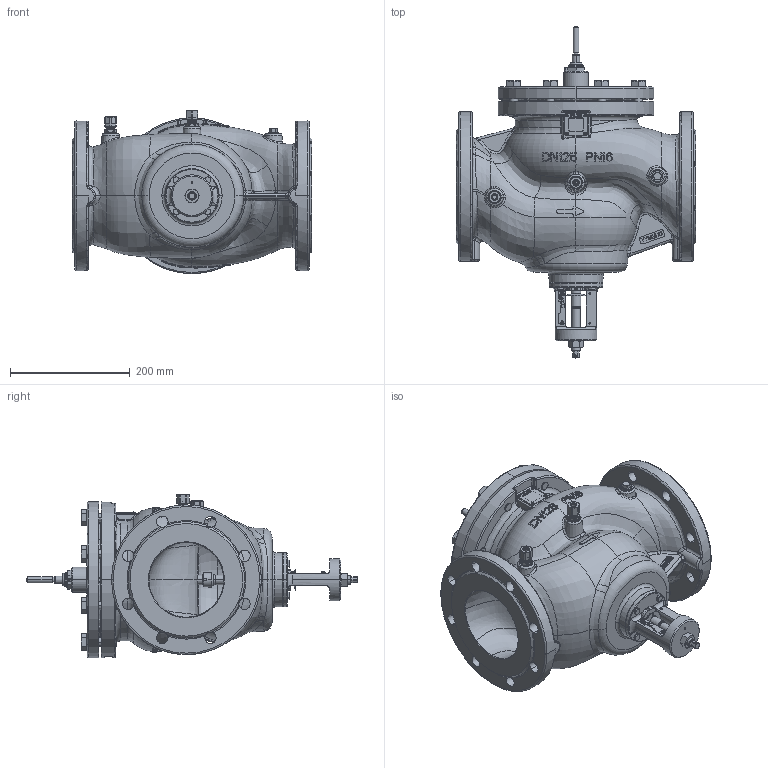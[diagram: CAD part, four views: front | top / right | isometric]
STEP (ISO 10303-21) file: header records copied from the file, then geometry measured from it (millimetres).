
FILE_DESCRIPTION((''),'2;1');
FILE_NAME('065B5573_VFQ22_DN125_PN16_ASM','2023-03-31T14:23:24',('U384264'),('Danfoss'),'CREO PARAMETRIC BY PTC INC, 2022124','CREO PARAMETRIC BY PTC INC, 2022124','');
FILE_SCHEMA(('AUTOMOTIVE_DESIGN { 1 0 10303 214 1 1 1 1 }'));
Products named in the file (26): 88650520_VALVE_BODY_VFQM_DN125; O_RING183_74X3_53; 88650730_VALVE_COVER_VFG_DN125; HEX_SCREW_DIN931_M16X50; 88652420_CON_INSERT_DN65-125; 54590640; 88652210_VFG_STEM_DN125; 88654190_VFQ_STEM_DN125; 88652810_POINTER_VFQ; 88653910_VFQ_YOKE_DN125-150_MAC; HEX_SCREW_DIN933_M06X18; 88652730_FLOW_SCALE_DN125; 51817881_SCREW_SF_M3X5; 88652330_STUFFING_BOX_DN150_250; 3220149; LABEL_PLATE_37X37; 5589607; HEX_NUT_DIN934_BN118_M14X1_5; 51817290_M5_ZATIC; 54540510; WALTER_CONNECTION; WALTER_PROFILE_RING; WALTER_CONNECTION_NUT; 8863078_ASM; 188610240; 065B5573_VFQ22_DN125_PN16_ASM
Assembly tree (42 placements, depth 3):
  065B5573_VFQ22_DN125_PN16_ASM
    88650520_VALVE_BODY_VFQM_DN125
    O_RING183_74X3_53
    88650730_VALVE_COVER_VFG_DN125
    HEX_SCREW_DIN931_M16X50  x8
    88652420_CON_INSERT_DN65-125
    54590640
    88652210_VFG_STEM_DN125
    88654190_VFQ_STEM_DN125
    88652810_POINTER_VFQ
    88653910_VFQ_YOKE_DN125-150_MAC
    HEX_SCREW_DIN933_M06X18  x4
    88652730_FLOW_SCALE_DN125
    51817881_SCREW_SF_M3X5  x2
    88652330_STUFFING_BOX_DN150_250
    3220149
    LABEL_PLATE_37X37
    5589607  x4
    HEX_NUT_DIN934_BN118_M14X1_5
    51817290_M5_ZATIC
    54540510  x3
    8863078_ASM  x2
      WALTER_CONNECTION
      WALTER_PROFILE_RING
      WALTER_CONNECTION_NUT
    188610240
Bounding box: 400 x 554.5 x 272.77 mm (x, y, z)
Volume: 7874492.1 mm3; surface area: 1146657.9 mm2
Topology: 43 solids, 43 shells, 3853 faces, 9900 edges, 6237 vertices
Faces by surface type: plane 2085, cylinder 652, cone 457, bspline 299, torus 231, extrusion 89, revolution 24, sphere 16
Entity records: 160308 total; most frequent: CARTESIAN_POINT 56444, ORIENTED_EDGE 17092, DIRECTION 14334, EDGE_CURVE 8546, PRESENTATION_STYLE_ASSIGNMENT 7880, STYLED_ITEM 7815, CURVE_STYLE 7546, VERTEX_POINT 5471
